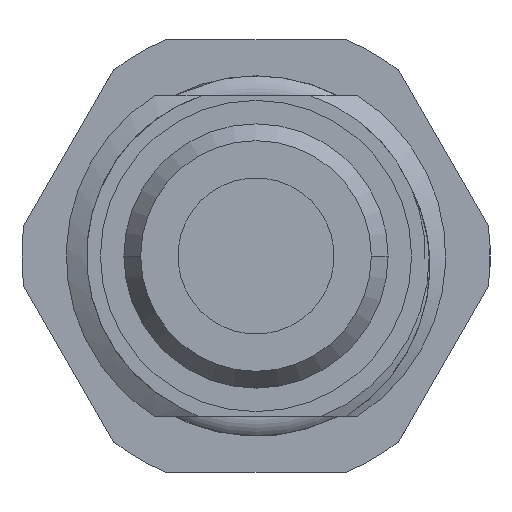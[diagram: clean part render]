
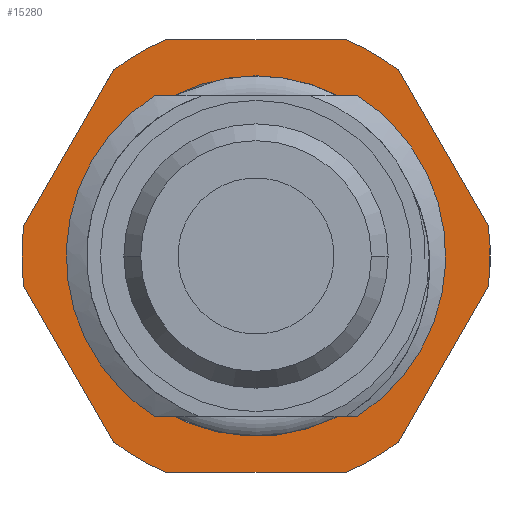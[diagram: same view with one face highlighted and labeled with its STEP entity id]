
A CAD part, front view. The second image highlights one B-rep face of the part: STEP entity #15280.
In plain terms, the highlighted planar face has unit normal (0, -1, 0).
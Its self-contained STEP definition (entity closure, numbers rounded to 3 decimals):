
#4308=DIRECTION('',(1.,0.,0.));
#4309=VECTOR('',#4308,0.217);
#4310=CARTESIAN_POINT('',(-3.588,-5.2,6.7));
#4311=LINE('',#4310,#4309);
#4328=DIRECTION('',(1.,0.,0.));
#4329=VECTOR('',#4328,0.815);
#4330=CARTESIAN_POINT('',(3.37,-5.2,6.7));
#4331=LINE('',#4330,#4329);
#4332=DIRECTION('',(-0.5,0.,-0.866));
#4333=VECTOR('',#4332,7.5);
#4334=CARTESIAN_POINT('',(9.669,-5.2,-1.252));
#4335=LINE('',#4334,#4333);
#4336=CARTESIAN_POINT('',(0.,-5.2,0.));
#4337=DIRECTION('',(0.,1.,0.));
#4338=DIRECTION('',(0.607,0.,-0.795));
#4339=AXIS2_PLACEMENT_3D('',#4336,#4337,#4338);
#4341=DIRECTION('',(-1.,0.,0.));
#4342=VECTOR('',#4341,7.5);
#4343=CARTESIAN_POINT('',(3.75,-5.2,-9.));
#4344=LINE('',#4343,#4342);
#4345=CARTESIAN_POINT('',(0.,-5.2,0.));
#4346=DIRECTION('',(0.,1.,0.));
#4347=DIRECTION('',(-0.385,0.,-0.923));
#4348=AXIS2_PLACEMENT_3D('',#4345,#4346,#4347);
#4350=DIRECTION('',(-0.5,0.,0.866));
#4351=VECTOR('',#4350,7.5);
#4352=CARTESIAN_POINT('',(-5.919,-5.2,-7.748));
#4353=LINE('',#4352,#4351);
#4354=DIRECTION('',(0.5,0.,0.866));
#4355=VECTOR('',#4354,7.5);
#4356=CARTESIAN_POINT('',(-9.669,-5.2,1.252));
#4357=LINE('',#4356,#4355);
#4358=CARTESIAN_POINT('',(0.,-5.2,0.));
#4359=DIRECTION('',(0.,1.,0.));
#4360=DIRECTION('',(-0.607,0.,0.795));
#4361=AXIS2_PLACEMENT_3D('',#4358,#4359,#4360);
#4363=DIRECTION('',(1.,0.,0.));
#4364=VECTOR('',#4363,7.5);
#4365=CARTESIAN_POINT('',(-3.75,-5.2,9.));
#4366=LINE('',#4365,#4364);
#4367=CARTESIAN_POINT('',(0.,-5.2,0.));
#4368=DIRECTION('',(0.,1.,0.));
#4369=DIRECTION('',(0.385,0.,0.923));
#4370=AXIS2_PLACEMENT_3D('',#4367,#4368,#4369);
#4372=DIRECTION('',(0.5,0.,-0.866));
#4373=VECTOR('',#4372,7.5);
#4374=CARTESIAN_POINT('',(5.919,-5.2,7.748));
#4375=LINE('',#4374,#4373);
#4376=CARTESIAN_POINT('',(0.,-5.2,0.));
#4377=DIRECTION('',(0.,1.,0.));
#4378=DIRECTION('',(-1.,0.,0.));
#4379=AXIS2_PLACEMENT_3D('',#4376,#4377,#4378);
#4381=CARTESIAN_POINT('',(0.,-5.2,0.));
#4382=DIRECTION('',(0.,1.,0.));
#4383=DIRECTION('',(0.994,0.,-0.114));
#4384=AXIS2_PLACEMENT_3D('',#4381,#4382,#4383);
#4386=CARTESIAN_POINT('',(0.,-5.2,0.));
#4387=DIRECTION('',(0.,1.,0.));
#4388=DIRECTION('',(-0.449,0.,0.893));
#4389=AXIS2_PLACEMENT_3D('',#4386,#4387,#4388);
#4396=CARTESIAN_POINT('',(0.,-5.2,0.));
#4397=DIRECTION('',(0.,-1.,0.));
#4398=DIRECTION('',(0.992,0.,-0.128));
#4399=AXIS2_PLACEMENT_3D('',#4396,#4397,#4398);
#4579=CARTESIAN_POINT('',(0.,-5.2,0.));
#4580=DIRECTION('',(0.,-1.,0.));
#4581=DIRECTION('',(-0.992,0.,0.128));
#4582=AXIS2_PLACEMENT_3D('',#4579,#4580,#4581);
#4739=CARTESIAN_POINT('',(5.192,-5.2,5.954));
#4740=CARTESIAN_POINT('',(5.358,-5.2,5.793));
#4741=CARTESIAN_POINT('',(5.674,-5.2,5.46));
#4742=CARTESIAN_POINT('',(6.101,-5.2,4.92));
#4743=CARTESIAN_POINT('',(6.478,-5.2,4.347));
#4744=CARTESIAN_POINT('',(6.802,-5.2,3.745));
#4745=CARTESIAN_POINT('',(7.071,-5.2,3.12));
#4746=CARTESIAN_POINT('',(7.284,-5.2,2.474));
#4747=CARTESIAN_POINT('',(7.437,-5.2,1.816));
#4748=CARTESIAN_POINT('',(7.533,-5.2,1.148));
#4749=CARTESIAN_POINT('',(7.568,-5.2,0.478));
#4750=CARTESIAN_POINT('',(7.544,-5.2,-0.192));
#4751=CARTESIAN_POINT('',(7.489,-5.2,-0.632));
#4752=CARTESIAN_POINT('',(7.452,-5.2,-0.851));
#5351=CARTESIAN_POINT('',(-5.023,-5.2,5.57));
#5352=CARTESIAN_POINT('',(-4.88,-5.2,5.713));
#5353=CARTESIAN_POINT('',(-4.584,-5.2,5.989));
#5354=CARTESIAN_POINT('',(-4.102,-5.2,6.368));
#5355=CARTESIAN_POINT('',(-3.763,-5.2,6.594));
#5356=CARTESIAN_POINT('',(-3.588,-5.2,6.7));
#5637=CARTESIAN_POINT('',(4.186,-5.2,6.7));
#5638=CARTESIAN_POINT('',(4.363,-5.2,6.589));
#5639=CARTESIAN_POINT('',(4.708,-5.2,6.354));
#5640=CARTESIAN_POINT('',(5.034,-5.2,6.092));
#5641=CARTESIAN_POINT('',(5.192,-5.2,5.954));
#9755=CARTESIAN_POINT('',(5.919,-5.2,-7.748));
#9756=CARTESIAN_POINT('',(3.75,-5.2,-9.));
#9757=VERTEX_POINT('',#9755);
#9758=VERTEX_POINT('',#9756);
#9759=CARTESIAN_POINT('',(-3.75,-5.2,-9.));
#9760=CARTESIAN_POINT('',(-5.919,-5.2,-7.748));
#9761=VERTEX_POINT('',#9759);
#9762=VERTEX_POINT('',#9760);
#9763=CARTESIAN_POINT('',(-5.919,-5.2,7.748));
#9764=CARTESIAN_POINT('',(-3.75,-5.2,9.));
#9765=VERTEX_POINT('',#9763);
#9766=VERTEX_POINT('',#9764);
#9767=CARTESIAN_POINT('',(3.75,-5.2,9.));
#9768=CARTESIAN_POINT('',(5.919,-5.2,7.748));
#9769=VERTEX_POINT('',#9767);
#9770=VERTEX_POINT('',#9768);
#9771=CARTESIAN_POINT('',(-9.669,-5.2,-1.252));
#9772=VERTEX_POINT('',#9771);
#9773=CARTESIAN_POINT('',(-9.669,-5.2,1.252));
#9774=VERTEX_POINT('',#9773);
#9775=CARTESIAN_POINT('',(9.669,-5.2,1.252));
#9776=VERTEX_POINT('',#9775);
#9777=CARTESIAN_POINT('',(9.669,-5.2,-1.252));
#9778=VERTEX_POINT('',#9777);
#9813=CARTESIAN_POINT('',(-3.588,-5.2,6.7));
#9814=CARTESIAN_POINT('',(-3.37,-5.2,6.7));
#9815=VERTEX_POINT('',#9813);
#9816=VERTEX_POINT('',#9814);
#9817=CARTESIAN_POINT('',(3.37,-5.2,6.7));
#9818=CARTESIAN_POINT('',(4.186,-5.2,6.7));
#9819=VERTEX_POINT('',#9817);
#9820=VERTEX_POINT('',#9818);
#9858=VERTEX_POINT('',#4739);
#9859=VERTEX_POINT('',#4752);
#9860=VERTEX_POINT('',#5351);
#9862=CARTESIAN_POINT('',(-7.5,-5.2,0.));
#9863=VERTEX_POINT('',#9862);
#15233=CARTESIAN_POINT('',(0.,-5.2,0.));
#15234=DIRECTION('',(0.,1.,0.));
#15235=DIRECTION('',(-1.,0.,0.));
#15236=AXIS2_PLACEMENT_3D('',#15233,#15234,#15235);
#15237=PLANE('',#15236);
#15239=ORIENTED_EDGE('',*,*,#15238,.F.);
#15241=ORIENTED_EDGE('',*,*,#15240,.T.);
#15243=ORIENTED_EDGE('',*,*,#15242,.T.);
#15245=ORIENTED_EDGE('',*,*,#15244,.T.);
#15247=ORIENTED_EDGE('',*,*,#15246,.T.);
#15249=ORIENTED_EDGE('',*,*,#15248,.T.);
#15251=ORIENTED_EDGE('',*,*,#15250,.F.);
#15253=ORIENTED_EDGE('',*,*,#15252,.T.);
#15255=ORIENTED_EDGE('',*,*,#15254,.T.);
#15257=ORIENTED_EDGE('',*,*,#15256,.T.);
#15259=ORIENTED_EDGE('',*,*,#15258,.T.);
#15261=ORIENTED_EDGE('',*,*,#15260,.T.);
#15262=EDGE_LOOP('',(#15239,#15241,#15243,#15245,#15247,#15249,#15251,#15253,
#15255,#15257,#15259,#15261));
#15263=FACE_OUTER_BOUND('',#15262,.F.);
#15264=ORIENTED_EDGE('',*,*,#15153,.F.);
#15266=ORIENTED_EDGE('',*,*,#15265,.F.);
#15268=ORIENTED_EDGE('',*,*,#15267,.F.);
#15270=ORIENTED_EDGE('',*,*,#15269,.F.);
#15272=ORIENTED_EDGE('',*,*,#15271,.F.);
#15274=ORIENTED_EDGE('',*,*,#15273,.F.);
#15275=ORIENTED_EDGE('',*,*,#15196,.F.);
#15277=ORIENTED_EDGE('',*,*,#15276,.F.);
#15278=EDGE_LOOP('',(#15264,#15266,#15268,#15270,#15272,#15274,#15275,#15277));
#15279=FACE_BOUND('',#15278,.F.);
#4340=CIRCLE('',#4339,9.75);
#4349=CIRCLE('',#4348,9.75);
#4362=CIRCLE('',#4361,9.75);
#4371=CIRCLE('',#4370,9.75);
#4380=CIRCLE('',#4379,7.5);
#4385=CIRCLE('',#4384,7.5);
#4390=CIRCLE('',#4389,7.5);
#4400=CIRCLE('',#4399,9.75);
#4583=CIRCLE('',#4582,9.75);
#4753=B_SPLINE_CURVE_WITH_KNOTS('',3,(#4739,#4740,#4741,#4742,#4743,#4744,#4745,
#4746,#4747,#4748,#4749,#4750,#4751,#4752),.UNSPECIFIED.,.F.,.F.,(4,1,1,1,1,1,1,
1,1,1,1,4),(0.,0.091,0.182,0.273,
0.364,0.455,0.545,0.636,
0.727,0.818,0.909,1.),.UNSPECIFIED.);
#5357=B_SPLINE_CURVE_WITH_KNOTS('',3,(#5351,#5352,#5353,#5354,#5355,#5356),
.UNSPECIFIED.,.F.,.F.,(4,1,1,4),(0.,0.333,0.667,1.),
.UNSPECIFIED.);
#5642=B_SPLINE_CURVE_WITH_KNOTS('',3,(#5637,#5638,#5639,#5640,#5641),
.UNSPECIFIED.,.F.,.F.,(4,1,4),(0.,0.5,1.),.UNSPECIFIED.);
#15153=EDGE_CURVE('',#9815,#9816,#4311,.T.);
#15196=EDGE_CURVE('',#9819,#9820,#4331,.T.);
#15238=EDGE_CURVE('',#9778,#9776,#4400,.T.);
#15240=EDGE_CURVE('',#9778,#9757,#4335,.T.);
#15242=EDGE_CURVE('',#9757,#9758,#4340,.T.);
#15244=EDGE_CURVE('',#9758,#9761,#4344,.T.);
#15246=EDGE_CURVE('',#9761,#9762,#4349,.T.);
#15248=EDGE_CURVE('',#9762,#9772,#4353,.T.);
#15250=EDGE_CURVE('',#9774,#9772,#4583,.T.);
#15252=EDGE_CURVE('',#9774,#9765,#4357,.T.);
#15254=EDGE_CURVE('',#9765,#9766,#4362,.T.);
#15256=EDGE_CURVE('',#9766,#9769,#4366,.T.);
#15258=EDGE_CURVE('',#9769,#9770,#4371,.T.);
#15260=EDGE_CURVE('',#9770,#9776,#4375,.T.);
#15265=EDGE_CURVE('',#9860,#9815,#5357,.T.);
#15267=EDGE_CURVE('',#9863,#9860,#4380,.T.);
#15269=EDGE_CURVE('',#9859,#9863,#4385,.T.);
#15271=EDGE_CURVE('',#9858,#9859,#4753,.T.);
#15273=EDGE_CURVE('',#9820,#9858,#5642,.T.);
#15276=EDGE_CURVE('',#9816,#9819,#4390,.T.);
#15280=ADVANCED_FACE('',(#15263,#15279),#15237,.F.);
